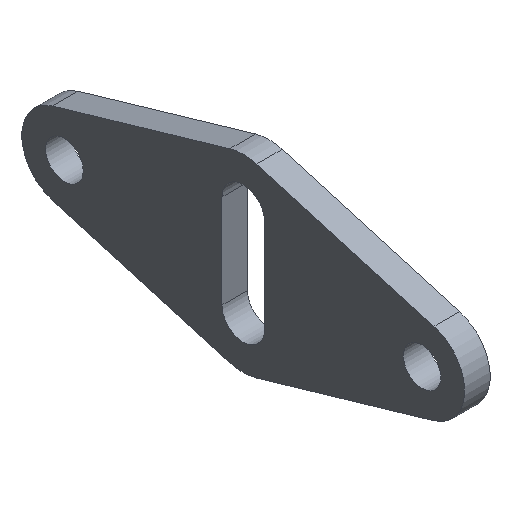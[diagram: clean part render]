
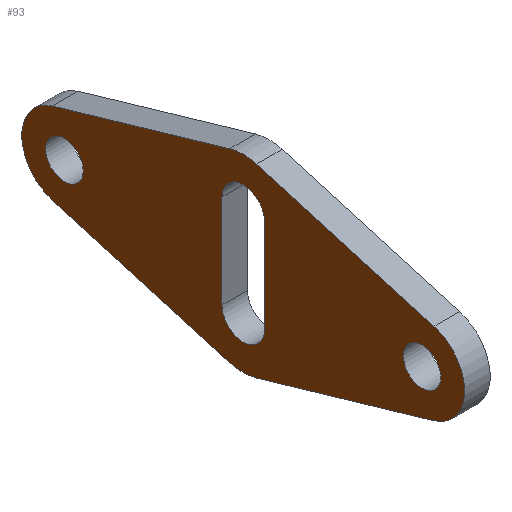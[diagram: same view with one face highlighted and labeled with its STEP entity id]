
A CAD part, isometric view. The second image highlights one B-rep face of the part: STEP entity #93.
In plain terms, the highlighted planar face has unit normal (-1, 0, 0).
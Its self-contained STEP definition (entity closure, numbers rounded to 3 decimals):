
#50=FACE_BOUND('',#134,.T.);
#51=FACE_BOUND('',#135,.T.);
#52=FACE_BOUND('',#136,.T.);
#53=FACE_BOUND('',#137,.T.);
#62=CIRCLE('',#336,12.5);
#64=CIRCLE('',#341,28.);
#66=CIRCLE('',#345,25.);
#68=CIRCLE('',#349,28.);
#71=CIRCLE('',#354,11.);
#72=CIRCLE('',#356,12.5);
#74=CIRCLE('',#359,25.);
#77=CIRCLE('',#363,11.);
#93=ADVANCED_FACE('',(#50,#51,#52,#53),#101,.T.);
#101=PLANE('',#366);
#134=EDGE_LOOP('',(#204,#205,#206,#207,#208,#209,#210,#211));
#135=EDGE_LOOP('',(#212,#213,#214,#215));
#136=EDGE_LOOP('',(#216));
#137=EDGE_LOOP('',(#217));
#204=ORIENTED_EDGE('',*,*,#256,.T.);
#205=ORIENTED_EDGE('',*,*,#260,.T.);
#206=ORIENTED_EDGE('',*,*,#263,.T.);
#207=ORIENTED_EDGE('',*,*,#266,.T.);
#208=ORIENTED_EDGE('',*,*,#269,.T.);
#209=ORIENTED_EDGE('',*,*,#272,.T.);
#210=ORIENTED_EDGE('',*,*,#275,.T.);
#211=ORIENTED_EDGE('',*,*,#282,.T.);
#212=ORIENTED_EDGE('',*,*,#246,.T.);
#213=ORIENTED_EDGE('',*,*,#250,.T.);
#214=ORIENTED_EDGE('',*,*,#253,.T.);
#215=ORIENTED_EDGE('',*,*,#280,.T.);
#216=ORIENTED_EDGE('',*,*,#279,.T.);
#217=ORIENTED_EDGE('',*,*,#285,.T.);
#218=VERTEX_POINT('',#459);
#219=VERTEX_POINT('',#460);
#222=VERTEX_POINT('',#468);
#224=VERTEX_POINT('',#474);
#226=VERTEX_POINT('',#480);
#227=VERTEX_POINT('',#481);
#230=VERTEX_POINT('',#489);
#232=VERTEX_POINT('',#495);
#234=VERTEX_POINT('',#501);
#236=VERTEX_POINT('',#507);
#238=VERTEX_POINT('',#513);
#240=VERTEX_POINT('',#519);
#243=VERTEX_POINT('',#527);
#245=VERTEX_POINT('',#538);
#246=EDGE_CURVE('',#218,#219,#286,.T.);
#250=EDGE_CURVE('',#219,#222,#62,.T.);
#253=EDGE_CURVE('',#222,#224,#291,.T.);
#256=EDGE_CURVE('',#226,#227,#294,.T.);
#260=EDGE_CURVE('',#227,#230,#64,.T.);
#263=EDGE_CURVE('',#230,#232,#299,.T.);
#266=EDGE_CURVE('',#232,#234,#66,.T.);
#269=EDGE_CURVE('',#234,#236,#303,.T.);
#272=EDGE_CURVE('',#236,#238,#68,.T.);
#275=EDGE_CURVE('',#238,#240,#307,.T.);
#279=EDGE_CURVE('',#243,#243,#71,.T.);
#280=EDGE_CURVE('',#224,#218,#72,.T.);
#282=EDGE_CURVE('',#240,#226,#74,.T.);
#285=EDGE_CURVE('',#245,#245,#77,.T.);
#286=LINE('',#458,#310);
#291=LINE('',#473,#315);
#294=LINE('',#479,#318);
#299=LINE('',#494,#323);
#303=LINE('',#506,#327);
#307=LINE('',#518,#331);
#310=VECTOR('',#369,1.);
#315=VECTOR('',#382,1.);
#318=VECTOR('',#387,1.);
#323=VECTOR('',#400,1.);
#327=VECTOR('',#412,1.);
#331=VECTOR('',#424,1.);
#336=AXIS2_PLACEMENT_3D('',#467,#375,#376);
#341=AXIS2_PLACEMENT_3D('',#488,#393,#394);
#345=AXIS2_PLACEMENT_3D('',#500,#405,#406);
#349=AXIS2_PLACEMENT_3D('',#512,#417,#418);
#354=AXIS2_PLACEMENT_3D('',#526,#431,#432);
#356=AXIS2_PLACEMENT_3D('',#529,#435,#436);
#359=AXIS2_PLACEMENT_3D('',#532,#441,#442);
#363=AXIS2_PLACEMENT_3D('',#537,#449,#450);
#366=AXIS2_PLACEMENT_3D('',#541,#455,#456);
#369=DIRECTION('',(0.,0.,-1.));
#375=DIRECTION('',(1.,0.,0.));
#376=DIRECTION('',(0.,1.,0.));
#382=DIRECTION('',(0.,0.,1.));
#387=DIRECTION('',(0.,0.96,0.28));
#393=DIRECTION('',(-1.,0.,0.));
#394=DIRECTION('',(0.,1.,0.));
#400=DIRECTION('',(0.,0.96,-0.28));
#405=DIRECTION('',(-1.,0.,0.));
#406=DIRECTION('',(0.,1.,0.));
#412=DIRECTION('',(0.,-0.96,-0.28));
#417=DIRECTION('',(-1.,0.,0.));
#418=DIRECTION('',(0.,1.,0.));
#424=DIRECTION('',(0.,-0.96,0.28));
#431=DIRECTION('',(1.,0.,0.));
#432=DIRECTION('',(0.,1.,0.));
#435=DIRECTION('',(1.,0.,0.));
#436=DIRECTION('',(0.,1.,0.));
#441=DIRECTION('',(-1.,0.,0.));
#442=DIRECTION('',(0.,1.,0.));
#449=DIRECTION('',(1.,0.,0.));
#450=DIRECTION('',(0.,1.,0.));
#455=DIRECTION('',(-1.,0.,0.));
#456=DIRECTION('',(0.,0.,1.));
#458=CARTESIAN_POINT('',(0.,-12.5,27.5));
#459=CARTESIAN_POINT('',(0.,-12.5,27.5));
#460=CARTESIAN_POINT('',(0.,-12.5,-27.5));
#467=CARTESIAN_POINT('',(0.,0.,-27.5));
#468=CARTESIAN_POINT('',(0.,12.5,-27.5));
#473=CARTESIAN_POINT('',(0.,12.5,-27.5));
#474=CARTESIAN_POINT('',(0.,12.5,27.5));
#479=CARTESIAN_POINT('',(0.,-112.,24.));
#480=CARTESIAN_POINT('',(0.,-112.,24.));
#481=CARTESIAN_POINT('',(0.,-7.84,54.38));
#488=CARTESIAN_POINT('',(0.,0.,27.5));
#489=CARTESIAN_POINT('',(0.,7.84,54.38));
#494=CARTESIAN_POINT('',(0.,7.84,54.38));
#495=CARTESIAN_POINT('',(0.,112.,24.));
#500=CARTESIAN_POINT('',(0.,105.,0.));
#501=CARTESIAN_POINT('',(0.,112.,-24.));
#506=CARTESIAN_POINT('',(0.,112.,-24.));
#507=CARTESIAN_POINT('',(0.,7.84,-54.38));
#512=CARTESIAN_POINT('',(0.,0.,-27.5));
#513=CARTESIAN_POINT('',(0.,-7.84,-54.38));
#518=CARTESIAN_POINT('',(0.,-7.84,-54.38));
#519=CARTESIAN_POINT('',(0.,-112.,-24.));
#526=CARTESIAN_POINT('',(0.,105.,0.));
#527=CARTESIAN_POINT('',(0.,116.,0.));
#529=CARTESIAN_POINT('',(0.,0.,27.5));
#532=CARTESIAN_POINT('',(0.,-105.,0.));
#537=CARTESIAN_POINT('',(0.,-105.,0.));
#538=CARTESIAN_POINT('',(0.,-94.,0.));
#541=CARTESIAN_POINT('',(0.,0.,27.5));
